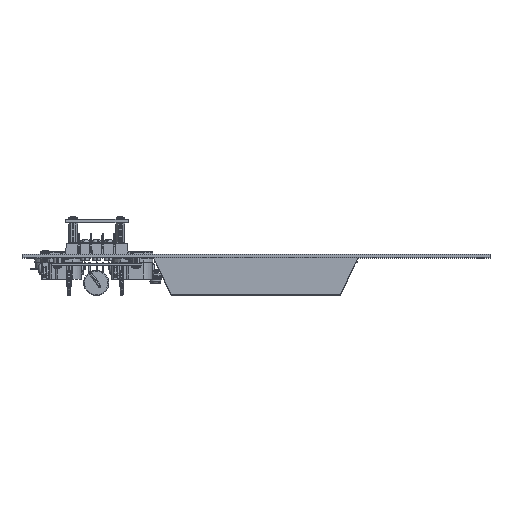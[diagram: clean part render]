
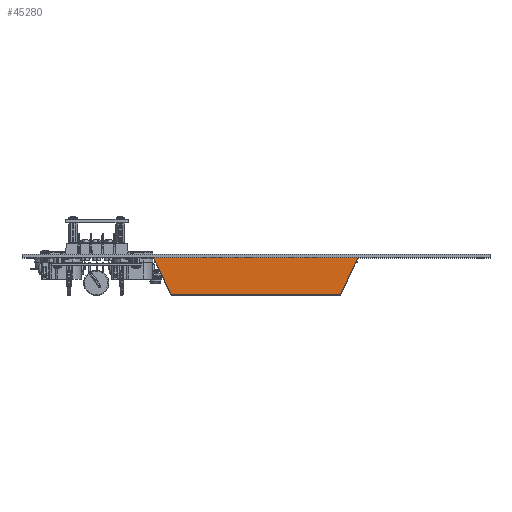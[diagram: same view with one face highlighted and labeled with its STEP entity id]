
A CAD part, top view. The second image highlights one B-rep face of the part: STEP entity #45280.
In plain terms, the highlighted planar face has unit normal (0, 0, 1).
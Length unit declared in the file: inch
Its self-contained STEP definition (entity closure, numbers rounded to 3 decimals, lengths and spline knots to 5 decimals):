
#3947 = CARTESIAN_POINT ( 'NONE',  ( 3.25, 0., 1.194 ) ) ;
#5204 = DIRECTION ( 'NONE',  ( 1., 0., 0. ) ) ;
#7475 = LINE ( 'NONE', #49145, #44164 ) ;
#11358 = DIRECTION ( 'NONE',  ( 1., 0., 0. ) ) ;
#12146 = CARTESIAN_POINT ( 'NONE',  ( -2.6875, 1.185, 1.194 ) ) ;
#14510 = VERTEX_POINT ( 'NONE', #70380 ) ;
#14776 = LINE ( 'NONE', #68742, #90587 ) ;
#18410 = PLANE ( 'NONE',  #27351 ) ;
#22469 = CARTESIAN_POINT ( 'NONE',  ( -2.6875, 1.185, 1.194 ) ) ;
#26811 = VERTEX_POINT ( 'NONE', #32492 ) ;
#27351 = AXIS2_PLACEMENT_3D ( 'NONE', #3947, #55244, #11358 ) ;
#32492 = CARTESIAN_POINT ( 'NONE',  ( -3.25, 0., 1.194 ) ) ;
#37601 = VECTOR ( 'NONE', #77442, 39.37008 ) ;
#39708 = EDGE_CURVE ( 'NONE', #76605, #26811, #76655, .T. ) ;
#40609 = EDGE_CURVE ( 'NONE', #26811, #86134, #7475, .T. ) ;
#44164 = VECTOR ( 'NONE', #5204, 39.37008 ) ;
#44583 = DIRECTION ( 'NONE',  ( -1., 0., 0. ) ) ;
#45280 = ADVANCED_FACE ( 'NONE', ( #57066 ), #18410, .T. ) ;
#45436 = VECTOR ( 'NONE', #44583, 39.37008 ) ;
#46909 = DIRECTION ( 'NONE',  ( -0.429, 0.903, 0. ) ) ;
#47767 = LINE ( 'NONE', #22469, #45436 ) ;
#49145 = CARTESIAN_POINT ( 'NONE',  ( -3.25, 0., 1.194 ) ) ;
#51018 = ORIENTED_EDGE ( 'NONE', *, *, #40609, .T. ) ;
#51545 = ORIENTED_EDGE ( 'NONE', *, *, #78086, .T. ) ;
#51758 = CARTESIAN_POINT ( 'NONE',  ( 3.25, 0., 1.194 ) ) ;
#55244 = DIRECTION ( 'NONE',  ( 0., 0., 1. ) ) ;
#57066 = FACE_OUTER_BOUND ( 'NONE', #81006, .T. ) ;
#60615 = EDGE_CURVE ( 'NONE', #14510, #76605, #47767, .T. ) ;
#61740 = ORIENTED_EDGE ( 'NONE', *, *, #39708, .T. ) ;
#68742 = CARTESIAN_POINT ( 'NONE',  ( 2.6875, 1.185, 1.194 ) ) ;
#70380 = CARTESIAN_POINT ( 'NONE',  ( 2.6875, 1.185, 1.194 ) ) ;
#74814 = ORIENTED_EDGE ( 'NONE', *, *, #60615, .T. ) ;
#76605 = VERTEX_POINT ( 'NONE', #12146 ) ;
#76655 = LINE ( 'NONE', #84547, #37601 ) ;
#77442 = DIRECTION ( 'NONE',  ( -0.429, -0.903, 0. ) ) ;
#78086 = EDGE_CURVE ( 'NONE', #86134, #14510, #14776, .T. ) ;
#81006 = EDGE_LOOP ( 'NONE', ( #51545, #74814, #61740, #51018 ) ) ;
#84547 = CARTESIAN_POINT ( 'NONE',  ( -2.6875, 1.185, 1.194 ) ) ;
#86134 = VERTEX_POINT ( 'NONE', #51758 ) ;
#90587 = VECTOR ( 'NONE', #46909, 39.37008 ) ;
